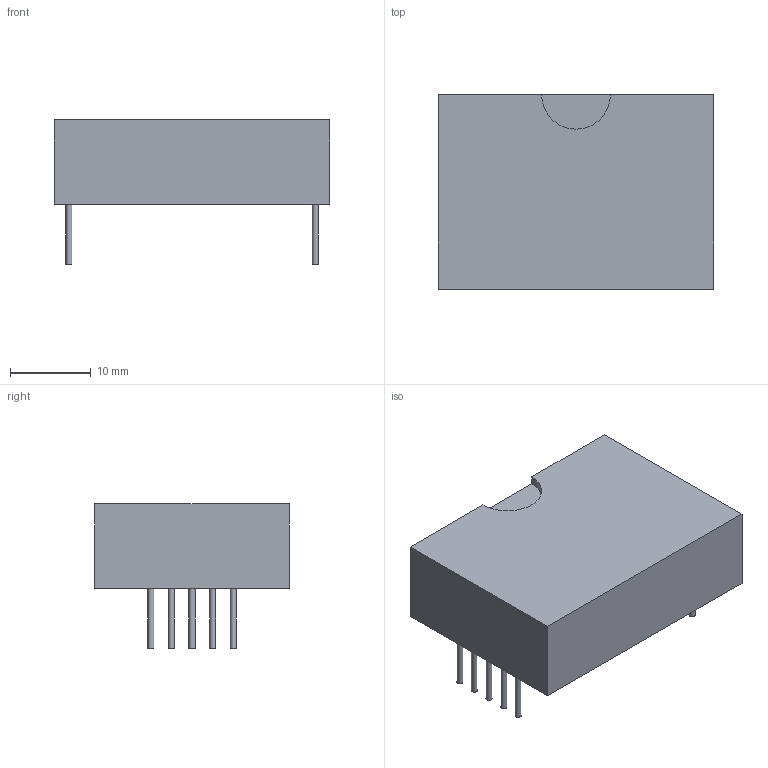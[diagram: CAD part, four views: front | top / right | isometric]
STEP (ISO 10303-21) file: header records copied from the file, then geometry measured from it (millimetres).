
FILE_DESCRIPTION(('FreeCAD Model'),'2;1');
FILE_NAME('307025.3.2.stp','2022-10-18T09:12:17',( 'Author'),(''),'Open CASCADE STEP processor 6.9','FreeCAD','Unknown' );
FILE_SCHEMA(('AUTOMOTIVE_DESIGN { 1 0 10303 214 1 1 1 1 }'));
Length unit declared in the file: millimetre
Products named in the file (3): ASSEMBLY; Body; PinsArrayLR
Assembly tree (2 placements, depth 2):
  ASSEMBLY
    Body
    PinsArrayLR
Bounding box: 34 x 24 x 17.85 mm (x, y, z)
Volume: 8570.7 mm3; surface area: 3037.1 mm2
Topology: 11 solids, 11 shells, 38 faces, 48 edges, 32 vertices
Faces by surface type: plane 27, cylinder 11
Full cylindrical faces by diameter (mm): 0.75 x10
Entity records: 1523 total; most frequent: DIRECTION 244, CARTESIAN_POINT 221, ORIENTED_EDGE 96, LINE 96, VECTOR 96, PCURVE 96, DEFINITIONAL_REPRESENTATION 96, AXIS2_PLACEMENT_3D 63
